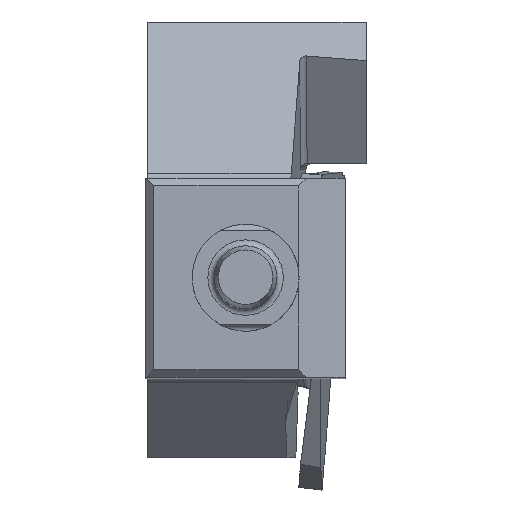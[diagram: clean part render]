
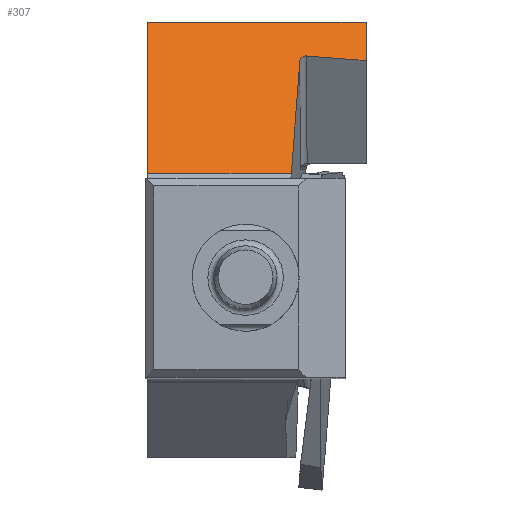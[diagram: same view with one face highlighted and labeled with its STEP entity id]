
A CAD part, top view. The second image highlights one B-rep face of the part: STEP entity #307.
In plain terms, the highlighted planar face has unit normal (0, 0.5, 0.866).
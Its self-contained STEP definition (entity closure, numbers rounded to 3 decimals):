
#307=ADVANCED_FACE('',(#522),#451,.T.);
#451=PLANE('',#2666);
#522=FACE_OUTER_BOUND('',#661,.T.);
#661=EDGE_LOOP('',(#893,#894,#895,#896,#897,#898,#899));
#807=ELLIPSE('',#2665,0.462,0.4);
#893=ORIENTED_EDGE('',*,*,#1854,.F.);
#894=ORIENTED_EDGE('',*,*,#1855,.T.);
#895=ORIENTED_EDGE('',*,*,#1856,.T.);
#896=ORIENTED_EDGE('',*,*,#1857,.F.);
#897=ORIENTED_EDGE('',*,*,#1858,.T.);
#898=ORIENTED_EDGE('',*,*,#1859,.T.);
#899=ORIENTED_EDGE('',*,*,#1860,.F.);
#1621=VERTEX_POINT('',#3658);
#1622=VERTEX_POINT('',#3659);
#1623=VERTEX_POINT('',#3661);
#1624=VERTEX_POINT('',#3663);
#1625=VERTEX_POINT('',#3665);
#1626=VERTEX_POINT('',#3667);
#1627=VERTEX_POINT('',#3669);
#1854=EDGE_CURVE('',#1621,#1622,#2217,.T.);
#1855=EDGE_CURVE('',#1621,#1623,#2218,.T.);
#1856=EDGE_CURVE('',#1623,#1624,#2219,.T.);
#1857=EDGE_CURVE('',#1625,#1624,#807,.T.);
#1858=EDGE_CURVE('',#1625,#1626,#2220,.T.);
#1859=EDGE_CURVE('',#1626,#1627,#2221,.T.);
#1860=EDGE_CURVE('',#1622,#1627,#2222,.T.);
#2217=LINE('',#3657,#2417);
#2218=LINE('',#3660,#2418);
#2219=LINE('',#3662,#2419);
#2220=LINE('',#3666,#2420);
#2221=LINE('',#3668,#2421);
#2222=LINE('',#3670,#2422);
#2417=VECTOR('',#2952,1.);
#2418=VECTOR('',#2953,1.);
#2419=VECTOR('',#2954,1.);
#2420=VECTOR('',#2957,1.);
#2421=VECTOR('',#2958,1.);
#2422=VECTOR('',#2959,1.);
#2665=AXIS2_PLACEMENT_3D('',#3664,#2955,#2956);
#2666=AXIS2_PLACEMENT_3D('',#3671,#2960,#2961);
#2952=DIRECTION('',(0.,0.866,-0.5));
#2953=DIRECTION('',(1.,0.,0.));
#2954=DIRECTION('',(0.065,0.864,-0.499));
#2955=DIRECTION('',(0.,0.5,0.866));
#2956=DIRECTION('',(0.009,-0.866,0.5));
#2957=DIRECTION('',(0.996,-0.078,0.045));
#2958=DIRECTION('',(0.,0.866,-0.5));
#2959=DIRECTION('',(1.,0.,0.));
#2960=DIRECTION('',(0.,0.5,0.866));
#2961=DIRECTION('',(0.,0.866,-0.5));
#3657=CARTESIAN_POINT('',(-12.575,22.7,-55.638));
#3658=CARTESIAN_POINT('',(-12.575,13.075,-50.081));
#3659=CARTESIAN_POINT('',(-12.575,22.7,-55.638));
#3660=CARTESIAN_POINT('',(-12.675,13.075,-50.081));
#3661=CARTESIAN_POINT('',(-3.426,13.075,-50.081));
#3662=CARTESIAN_POINT('',(-2.684,22.926,-55.769));
#3663=CARTESIAN_POINT('',(-2.892,20.169,-54.177));
#3664=CARTESIAN_POINT('',(-2.493,20.138,-54.159));
#3665=CARTESIAN_POINT('',(-2.463,20.537,-54.389));
#3666=CARTESIAN_POINT('',(1.071,20.261,-54.23));
#3667=CARTESIAN_POINT('',(1.325,20.241,-54.218));
#3668=CARTESIAN_POINT('',(1.325,22.7,-55.638));
#3669=CARTESIAN_POINT('',(1.325,22.7,-55.638));
#3670=CARTESIAN_POINT('',(1.325,22.7,-55.638));
#3671=CARTESIAN_POINT('',(1.325,22.7,-55.638));
